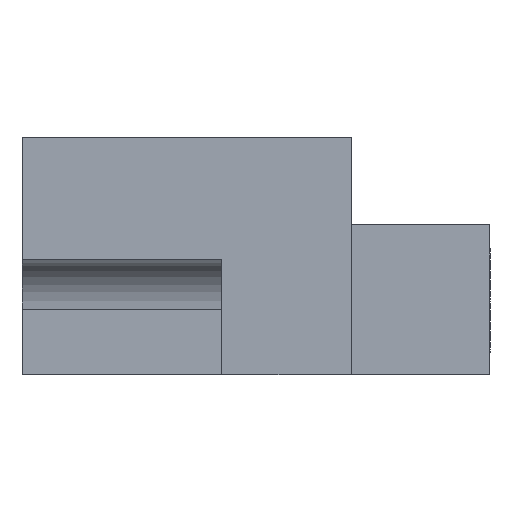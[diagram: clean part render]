
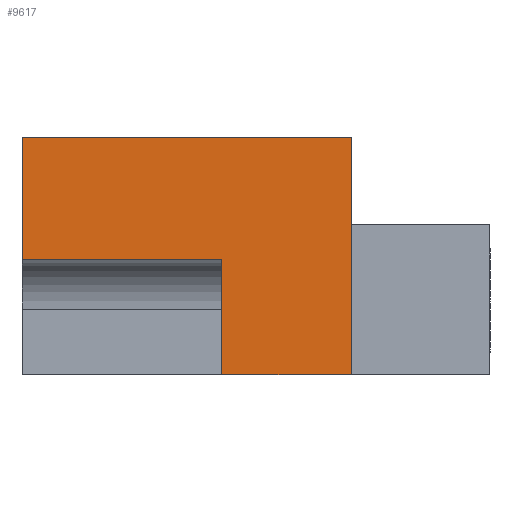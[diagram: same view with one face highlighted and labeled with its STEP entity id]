
A CAD part, left-side view. The second image highlights one B-rep face of the part: STEP entity #9617.
In plain terms, the highlighted planar face has unit normal (-1, 0, 0).
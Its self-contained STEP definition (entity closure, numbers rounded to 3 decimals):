
#291 = ORIENTED_EDGE ( 'NONE', *, *, #4267, .F. ) ;
#503 = CARTESIAN_POINT ( 'NONE',  ( 0., 20.955, 0. ) ) ;
#551 = AXIS2_PLACEMENT_3D ( 'NONE', #22725, #40783, #37521 ) ;
#1024 = CARTESIAN_POINT ( 'NONE',  ( 0., 8.255, -15.088 ) ) ;
#1166 = CARTESIAN_POINT ( 'NONE',  ( 0., 0., -15.088 ) ) ;
#1915 = EDGE_LOOP ( 'NONE', ( #47368, #291, #22191, #9209, #34668, #41006 ) ) ;
#3353 = VECTOR ( 'NONE', #29967, 1000. ) ;
#4029 = CARTESIAN_POINT ( 'NONE',  ( 0., 11.506, 0. ) ) ;
#4267 = EDGE_CURVE ( 'NONE', #46689, #22040, #36671, .T. ) ;
#4826 = CARTESIAN_POINT ( 'NONE',  ( 0., 20.955, -7.772 ) ) ;
#5096 = CARTESIAN_POINT ( 'NONE',  ( 0., -8.814, -15.088 ) ) ;
#5355 = CARTESIAN_POINT ( 'NONE',  ( 0., 8.255, -15.088 ) ) ;
#5734 = CARTESIAN_POINT ( 'NONE',  ( 0., 20.955, -15.088 ) ) ;
#7207 = VECTOR ( 'NONE', #34480, 1000. ) ;
#7659 = PLANE ( 'NONE',  #551 ) ;
#9209 = ORIENTED_EDGE ( 'NONE', *, *, #21153, .F. ) ;
#9273 = VERTEX_POINT ( 'NONE', #5355 ) ;
#9617 = ADVANCED_FACE ( 'NONE', ( #45700 ), #7659, .F. ) ;
#9740 = EDGE_CURVE ( 'NONE', #22040, #9273, #29579, .T. ) ;
#11394 = DIRECTION ( 'NONE',  ( 0., -1., 0. ) ) ;
#13234 = LINE ( 'NONE', #1024, #42069 ) ;
#13415 = VERTEX_POINT ( 'NONE', #31347 ) ;
#15133 = VERTEX_POINT ( 'NONE', #4826 ) ;
#16416 = VECTOR ( 'NONE', #20018, 1000. ) ;
#18114 = EDGE_CURVE ( 'NONE', #9273, #13415, #13234, .T. ) ;
#18246 = CARTESIAN_POINT ( 'NONE',  ( 0., 0., 0. ) ) ;
#18969 = EDGE_CURVE ( 'NONE', #13415, #15133, #42575, .T. ) ;
#20018 = DIRECTION ( 'NONE',  ( 0., 0., 1. ) ) ;
#21153 = EDGE_CURVE ( 'NONE', #15133, #36572, #46925, .T. ) ;
#21810 = VECTOR ( 'NONE', #38016, 1000. ) ;
#22040 = VERTEX_POINT ( 'NONE', #1166 ) ;
#22191 = ORIENTED_EDGE ( 'NONE', *, *, #37251, .F. ) ;
#22725 = CARTESIAN_POINT ( 'NONE',  ( 0., 0., 0. ) ) ;
#23481 = DIRECTION ( 'NONE',  ( 0., 0., 1. ) ) ;
#29579 = LINE ( 'NONE', #5096, #7207 ) ;
#29967 = DIRECTION ( 'NONE',  ( 0., 0., -1. ) ) ;
#31347 = CARTESIAN_POINT ( 'NONE',  ( 0., 8.255, -7.772 ) ) ;
#33083 = LINE ( 'NONE', #4029, #35381 ) ;
#34056 = CARTESIAN_POINT ( 'NONE',  ( 0., 0., 0. ) ) ;
#34480 = DIRECTION ( 'NONE',  ( 0., 1., 0. ) ) ;
#34668 = ORIENTED_EDGE ( 'NONE', *, *, #18969, .F. ) ;
#34810 = CARTESIAN_POINT ( 'NONE',  ( 0., 8.255, -7.772 ) ) ;
#35381 = VECTOR ( 'NONE', #11394, 1000. ) ;
#36572 = VERTEX_POINT ( 'NONE', #503 ) ;
#36671 = LINE ( 'NONE', #18246, #3353 ) ;
#37251 = EDGE_CURVE ( 'NONE', #36572, #46689, #33083, .T. ) ;
#37521 = DIRECTION ( 'NONE',  ( 0., 0., -1. ) ) ;
#38016 = DIRECTION ( 'NONE',  ( 0., 1., 0. ) ) ;
#40783 = DIRECTION ( 'NONE',  ( 1., 0., 0. ) ) ;
#41006 = ORIENTED_EDGE ( 'NONE', *, *, #18114, .F. ) ;
#42069 = VECTOR ( 'NONE', #23481, 1000. ) ;
#42575 = LINE ( 'NONE', #34810, #21810 ) ;
#45700 = FACE_OUTER_BOUND ( 'NONE', #1915, .T. ) ;
#46689 = VERTEX_POINT ( 'NONE', #34056 ) ;
#46925 = LINE ( 'NONE', #5734, #16416 ) ;
#47368 = ORIENTED_EDGE ( 'NONE', *, *, #9740, .F. ) ;
